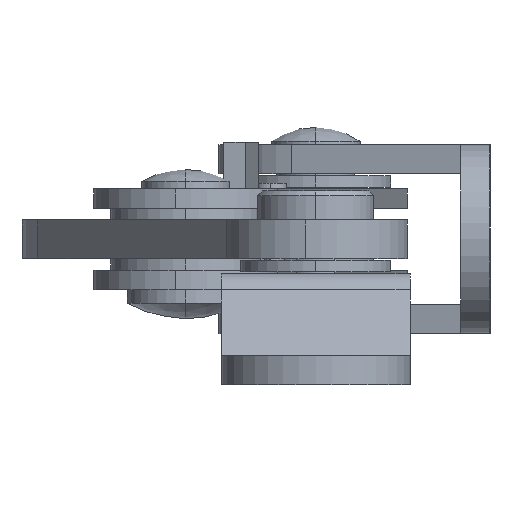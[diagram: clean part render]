
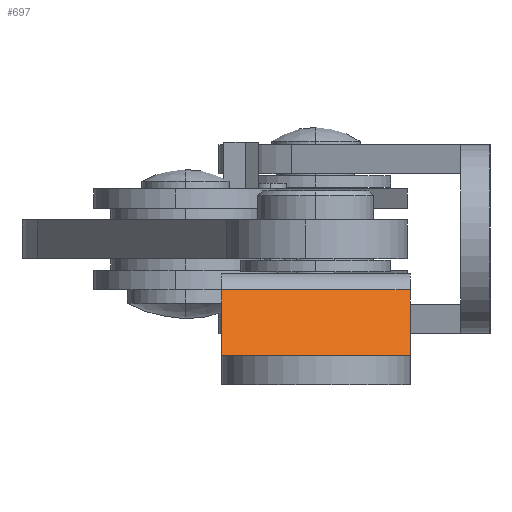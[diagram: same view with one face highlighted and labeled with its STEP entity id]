
A CAD part, left-side view. The second image highlights one B-rep face of the part: STEP entity #697.
In plain terms, the highlighted planar face has unit normal (-0.905, 0, 0.425).
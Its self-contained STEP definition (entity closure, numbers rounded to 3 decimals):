
#556 = VERTEX_POINT ( 'NONE', #2827 ) ;
#558 = EDGE_CURVE ( 'NONE', #579, #556, #2826, .T. ) ;
#579 = VERTEX_POINT ( 'NONE', #2849 ) ;
#661 = EDGE_CURVE ( 'NONE', #579, #662, #3024, .T. ) ;
#662 = VERTEX_POINT ( 'NONE', #3020 ) ;
#697 = ADVANCED_FACE ( 'NONE', ( #3081 ), #3080, .F. ) ;
#698 = EDGE_LOOP ( 'NONE', ( #699, #700, #757, #758 ) ) ;
#699 = ORIENTED_EDGE ( 'NONE', *, *, #705, .T. ) ;
#700 = ORIENTED_EDGE ( 'NONE', *, *, #701, .F. ) ;
#701 = EDGE_CURVE ( 'NONE', #662, #703, #3075, .T. ) ;
#703 = VERTEX_POINT ( 'NONE', #3127 ) ;
#705 = EDGE_CURVE ( 'NONE', #556, #703, #3126, .T. ) ;
#757 = ORIENTED_EDGE ( 'NONE', *, *, #661, .F. ) ;
#758 = ORIENTED_EDGE ( 'NONE', *, *, #558, .T. ) ;
#2823 = DIRECTION ( 'NONE',  ( 0., -1., 0. ) ) ;
#2824 = VECTOR ( 'NONE', #2823, 1000. ) ;
#2825 = CARTESIAN_POINT ( 'NONE',  ( -14., 9.75, 3. ) ) ;
#2826 = LINE ( 'NONE', #2825, #2824 ) ;
#2827 = CARTESIAN_POINT ( 'NONE',  ( -14., -9.75, 3. ) ) ;
#2849 = CARTESIAN_POINT ( 'NONE',  ( -14., 9.75, 3. ) ) ;
#3020 = CARTESIAN_POINT ( 'NONE',  ( -10.815, 9.75, 9.776 ) ) ;
#3021 = DIRECTION ( 'NONE',  ( 0.425, 0., 0.905 ) ) ;
#3022 = VECTOR ( 'NONE', #3021, 1000. ) ;
#3023 = CARTESIAN_POINT ( 'NONE',  ( -14., 9.75, 3. ) ) ;
#3024 = LINE ( 'NONE', #3023, #3022 ) ;
#3072 = DIRECTION ( 'NONE',  ( 0., -1., 0. ) ) ;
#3073 = VECTOR ( 'NONE', #3072, 1000. ) ;
#3074 = CARTESIAN_POINT ( 'NONE',  ( -10.815, 9.75, 9.776 ) ) ;
#3075 = LINE ( 'NONE', #3074, #3073 ) ;
#3076 = DIRECTION ( 'NONE',  ( -0.425, 0., -0.905 ) ) ;
#3077 = DIRECTION ( 'NONE',  ( 0.905, 0., -0.425 ) ) ;
#3078 = CARTESIAN_POINT ( 'NONE',  ( -14., 9.75, 3. ) ) ;
#3079 = AXIS2_PLACEMENT_3D ( 'NONE', #3078, #3077, #3076 ) ;
#3080 = PLANE ( 'NONE',  #3079 ) ;
#3081 = FACE_OUTER_BOUND ( 'NONE', #698, .T. ) ;
#3123 = DIRECTION ( 'NONE',  ( 0.425, 0., 0.905 ) ) ;
#3124 = VECTOR ( 'NONE', #3123, 1000. ) ;
#3125 = CARTESIAN_POINT ( 'NONE',  ( -14., -9.75, 3. ) ) ;
#3126 = LINE ( 'NONE', #3125, #3124 ) ;
#3127 = CARTESIAN_POINT ( 'NONE',  ( -10.815, -9.75, 9.776 ) ) ;
